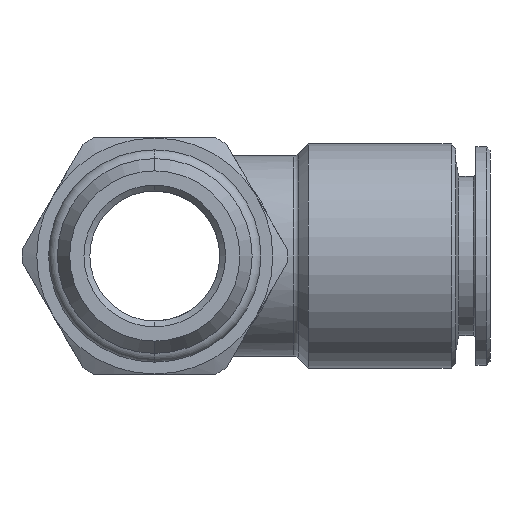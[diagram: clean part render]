
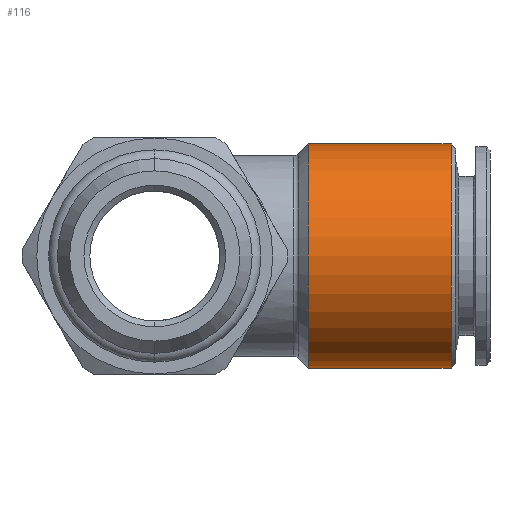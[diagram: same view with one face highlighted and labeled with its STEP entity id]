
A CAD part, front view. The second image highlights one B-rep face of the part: STEP entity #116.
In plain terms, the highlighted cylindrical face has radius 9.5 mm (diameter 19 mm), a partial arc.
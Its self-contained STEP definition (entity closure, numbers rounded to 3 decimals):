
#113 = EDGE_CURVE ( 'NONE', #741, #761, #4486, .T. ) ;
#114 = ORIENTED_EDGE ( 'NONE', *, *, #777, .F. ) ;
#116 = ADVANCED_FACE ( 'NONE', ( #4499 ), #4480, .T. ) ;
#120 = EDGE_LOOP ( 'NONE', ( #114, #129, #148, #152 ) ) ;
#123 = EDGE_CURVE ( 'NONE', #570, #572, #4473, .T. ) ;
#129 = ORIENTED_EDGE ( 'NONE', *, *, #113, .T. ) ;
#148 = ORIENTED_EDGE ( 'NONE', *, *, #762, .T. ) ;
#152 = ORIENTED_EDGE ( 'NONE', *, *, #123, .F. ) ;
#570 = VERTEX_POINT ( 'NONE', #3571 ) ;
#572 = VERTEX_POINT ( 'NONE', #3575 ) ;
#741 = VERTEX_POINT ( 'NONE', #3956 ) ;
#761 = VERTEX_POINT ( 'NONE', #3972 ) ;
#762 = EDGE_CURVE ( 'NONE', #761, #572, #3971, .T. ) ;
#777 = EDGE_CURVE ( 'NONE', #741, #570, #3999, .T. ) ;
#3571 = CARTESIAN_POINT ( 'NONE',  ( 13., 0., -9.5 ) ) ;
#3575 = CARTESIAN_POINT ( 'NONE',  ( 13., 0., 9.5 ) ) ;
#3956 = CARTESIAN_POINT ( 'NONE',  ( 25.1, 0., -9.5 ) ) ;
#3971 = LINE ( 'NONE', #3980, #3979 ) ;
#3972 = CARTESIAN_POINT ( 'NONE',  ( 25.1, 0., 9.5 ) ) ;
#3978 = DIRECTION ( 'NONE',  ( -1., 0., 0. ) ) ;
#3979 = VECTOR ( 'NONE', #3978, 1000. ) ;
#3980 = CARTESIAN_POINT ( 'NONE',  ( 0., 0., 9.5 ) ) ;
#3996 = DIRECTION ( 'NONE',  ( -1., 0., 0. ) ) ;
#3997 = VECTOR ( 'NONE', #3996, 1000. ) ;
#3998 = CARTESIAN_POINT ( 'NONE',  ( 0., 0., -9.5 ) ) ;
#3999 = LINE ( 'NONE', #3998, #3997 ) ;
#4468 = DIRECTION ( 'NONE',  ( 0., 0., 1. ) ) ;
#4469 = DIRECTION ( 'NONE',  ( -1., 0., 0. ) ) ;
#4471 = DIRECTION ( 'NONE',  ( -1., 0., 0. ) ) ;
#4472 = AXIS2_PLACEMENT_3D ( 'NONE', #4492, #4471, #4483 ) ;
#4473 = CIRCLE ( 'NONE', #4472, 9.5 ) ;
#4480 = CYLINDRICAL_SURFACE ( 'NONE', #4501, 9.5 ) ;
#4483 = DIRECTION ( 'NONE',  ( 0., 0., -1. ) ) ;
#4485 = DIRECTION ( 'NONE',  ( -1., 0., 0. ) ) ;
#4486 = CIRCLE ( 'NONE', #4487, 9.5 ) ;
#4487 = AXIS2_PLACEMENT_3D ( 'NONE', #4496, #4485, #4488 ) ;
#4488 = DIRECTION ( 'NONE',  ( 0., 0., 1. ) ) ;
#4492 = CARTESIAN_POINT ( 'NONE',  ( 13., 0., 0. ) ) ;
#4496 = CARTESIAN_POINT ( 'NONE',  ( 25.1, 0., 0. ) ) ;
#4499 = FACE_OUTER_BOUND ( 'NONE', #120, .T. ) ;
#4500 = CARTESIAN_POINT ( 'NONE',  ( 0., 0., 0. ) ) ;
#4501 = AXIS2_PLACEMENT_3D ( 'NONE', #4500, #4469, #4468 ) ;
